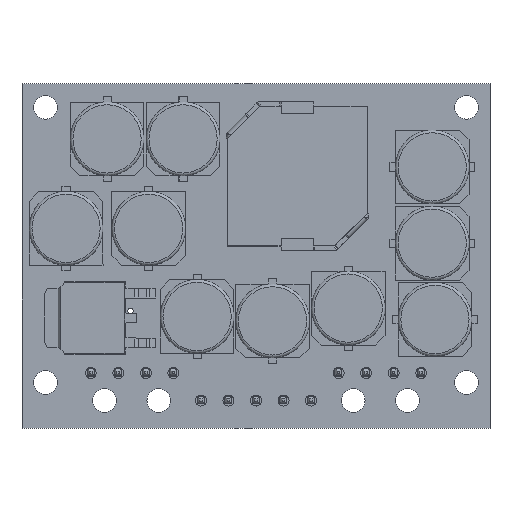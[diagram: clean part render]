
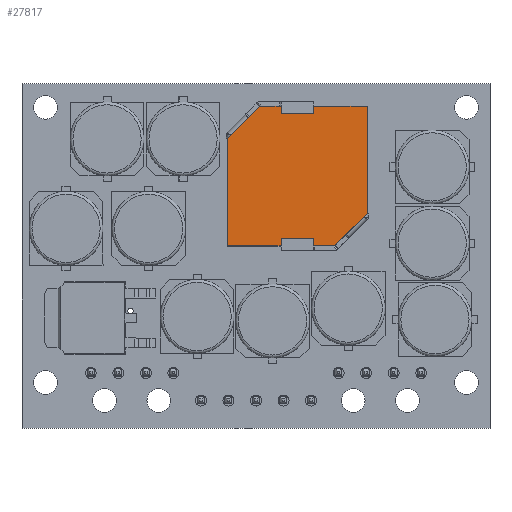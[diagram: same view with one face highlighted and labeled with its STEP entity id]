
A CAD part, top view. The second image highlights one B-rep face of the part: STEP entity #27817.
In plain terms, the highlighted planar face has unit normal (0, 0, 1).
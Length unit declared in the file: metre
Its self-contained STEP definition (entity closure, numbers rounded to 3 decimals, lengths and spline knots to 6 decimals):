
#5242=ORIENTED_EDGE('',*,*,#11505,.T.);
#5243=ORIENTED_EDGE('',*,*,#11382,.T.);
#5244=ORIENTED_EDGE('',*,*,#11511,.T.);
#5245=ORIENTED_EDGE('',*,*,#11527,.T.);
#5246=ORIENTED_EDGE('',*,*,#11528,.T.);
#5247=ORIENTED_EDGE('',*,*,#11529,.T.);
#5248=ORIENTED_EDGE('',*,*,#11530,.T.);
#5249=ORIENTED_EDGE('',*,*,#11493,.T.);
#5250=ORIENTED_EDGE('',*,*,#11386,.T.);
#5251=ORIENTED_EDGE('',*,*,#11482,.T.);
#5252=ORIENTED_EDGE('',*,*,#11531,.T.);
#5253=ORIENTED_EDGE('',*,*,#11532,.T.);
#5254=ORIENTED_EDGE('',*,*,#11533,.T.);
#5255=ORIENTED_EDGE('',*,*,#11534,.T.);
#11382=EDGE_CURVE('',#14639,#14640,#17439,.T.);
#11386=EDGE_CURVE('',#14643,#14644,#17443,.T.);
#11482=EDGE_CURVE('',#14644,#14713,#17502,.T.);
#11493=EDGE_CURVE('',#14718,#14643,#17512,.T.);
#11505=EDGE_CURVE('',#14725,#14639,#17524,.T.);
#11511=EDGE_CURVE('',#14640,#14727,#17530,.T.);
#11527=EDGE_CURVE('',#14727,#14737,#17546,.T.);
#11528=EDGE_CURVE('',#14737,#14738,#17547,.T.);
#11529=EDGE_CURVE('',#14738,#14739,#17548,.T.);
#11530=EDGE_CURVE('',#14739,#14718,#17549,.T.);
#11531=EDGE_CURVE('',#14713,#14740,#17550,.T.);
#11532=EDGE_CURVE('',#14740,#14741,#17551,.T.);
#11533=EDGE_CURVE('',#14741,#14742,#17552,.T.);
#11534=EDGE_CURVE('',#14742,#14725,#17553,.T.);
#14639=VERTEX_POINT('',#52366);
#14640=VERTEX_POINT('',#52367);
#14643=VERTEX_POINT('',#52375);
#14644=VERTEX_POINT('',#52376);
#14713=VERTEX_POINT('',#52635);
#14718=VERTEX_POINT('',#52655);
#14725=VERTEX_POINT('',#52677);
#14727=VERTEX_POINT('',#52686);
#14737=VERTEX_POINT('',#52717);
#14738=VERTEX_POINT('',#52719);
#14739=VERTEX_POINT('',#52721);
#14740=VERTEX_POINT('',#52724);
#14741=VERTEX_POINT('',#52726);
#14742=VERTEX_POINT('',#52728);
#17439=LINE('',#52365,#20756);
#17443=LINE('',#52374,#20760);
#17502=LINE('',#52636,#20819);
#17512=LINE('',#52654,#20829);
#17524=LINE('',#52676,#20841);
#17530=LINE('',#52687,#20847);
#17546=LINE('',#52716,#20863);
#17547=LINE('',#52718,#20864);
#17548=LINE('',#52720,#20865);
#17549=LINE('',#52722,#20866);
#17550=LINE('',#52723,#20867);
#17551=LINE('',#52725,#20868);
#17552=LINE('',#52727,#20869);
#17553=LINE('',#52729,#20870);
#20756=VECTOR('',#38022,1.);
#20760=VECTOR('',#38028,1.);
#20819=VECTOR('',#38199,1.);
#20829=VECTOR('',#38217,1.);
#20841=VECTOR('',#38235,1.);
#20847=VECTOR('',#38245,1.);
#20863=VECTOR('',#38269,1.);
#20864=VECTOR('',#38270,1.);
#20865=VECTOR('',#38271,1.);
#20866=VECTOR('',#38272,1.);
#20867=VECTOR('',#38273,1.);
#20868=VECTOR('',#38274,1.);
#20869=VECTOR('',#38275,1.);
#20870=VECTOR('',#38276,1.);
#23298=EDGE_LOOP('',(#5242,#5243,#5244,#5245,#5246,#5247,#5248,#5249,#5250,
#5251,#5252,#5253,#5254,#5255));
#24973=FACE_BOUND('',#23298,.T.);
#26453=PLANE('',#34615);
#27817=ADVANCED_FACE('',(#24973),#26453,.T.);
#34615=AXIS2_PLACEMENT_3D('',#52715,#38267,#38268);
#38022=DIRECTION('',(-1.,0.,0.));
#38028=DIRECTION('',(1.,0.,0.));
#38199=DIRECTION('',(0.,-1.,0.));
#38217=DIRECTION('',(0.,1.,0.));
#38235=DIRECTION('',(0.,-1.,0.));
#38245=DIRECTION('',(0.,1.,0.));
#38267=DIRECTION('',(0.,0.,1.));
#38268=DIRECTION('',(0.,1.,0.));
#38269=DIRECTION('',(-1.,0.,0.));
#38270=DIRECTION('',(-0.707,-0.707,0.));
#38271=DIRECTION('',(0.,-1.,0.));
#38272=DIRECTION('',(1.,0.,0.));
#38273=DIRECTION('',(1.,0.,0.));
#38274=DIRECTION('',(0.707,0.707,0.));
#38275=DIRECTION('',(0.,1.,0.));
#38276=DIRECTION('',(-1.,0.,0.));
#52365=CARTESIAN_POINT('',(0.0239,0.028991,0.00847));
#52366=CARTESIAN_POINT('',(0.0269,0.028991,0.00847));
#52367=CARTESIAN_POINT('',(0.0239,0.028991,0.00847));
#52374=CARTESIAN_POINT('',(0.0239,0.017491,0.00847));
#52375=CARTESIAN_POINT('',(0.0239,0.017491,0.00847));
#52376=CARTESIAN_POINT('',(0.0269,0.017491,0.00847));
#52635=CARTESIAN_POINT('',(0.0269,0.016791,0.00847));
#52636=CARTESIAN_POINT('',(0.0269,0.023241,0.00847));
#52654=CARTESIAN_POINT('',(0.0239,0.023241,0.00847));
#52655=CARTESIAN_POINT('',(0.0239,0.016791,0.00847));
#52676=CARTESIAN_POINT('',(0.0269,0.029691,0.00847));
#52677=CARTESIAN_POINT('',(0.0269,0.029691,0.00847));
#52686=CARTESIAN_POINT('',(0.0239,0.029691,0.00847));
#52687=CARTESIAN_POINT('',(0.0239,0.023241,0.00847));
#52715=CARTESIAN_POINT('',(0.0254,0.023241,0.00847));
#52716=CARTESIAN_POINT('',(0.03185,0.029691,0.00847));
#52717=CARTESIAN_POINT('',(0.02195,0.029691,0.00847));
#52718=CARTESIAN_POINT('',(0.01895,0.026691,0.00847));
#52719=CARTESIAN_POINT('',(0.01895,0.026691,0.00847));
#52720=CARTESIAN_POINT('',(0.01895,0.016791,0.00847));
#52721=CARTESIAN_POINT('',(0.01895,0.016791,0.00847));
#52722=CARTESIAN_POINT('',(0.02885,0.016791,0.00847));
#52723=CARTESIAN_POINT('',(0.02885,0.016791,0.00847));
#52724=CARTESIAN_POINT('',(0.02885,0.016791,0.00847));
#52725=CARTESIAN_POINT('',(0.02885,0.016791,0.00847));
#52726=CARTESIAN_POINT('',(0.03185,0.019791,0.00847));
#52727=CARTESIAN_POINT('',(0.03185,0.019791,0.00847));
#52728=CARTESIAN_POINT('',(0.03185,0.029691,0.00847));
#52729=CARTESIAN_POINT('',(0.03185,0.029691,0.00847));
